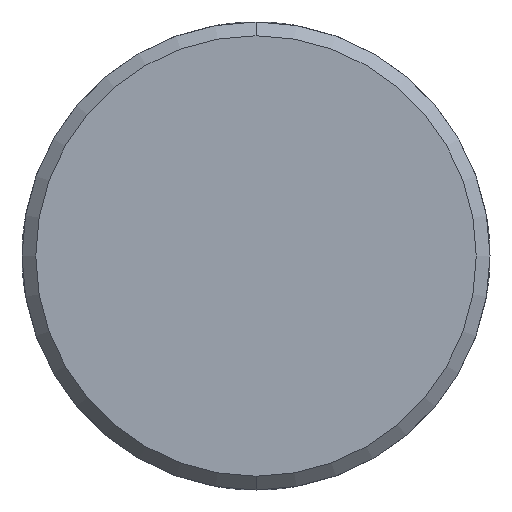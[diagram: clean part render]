
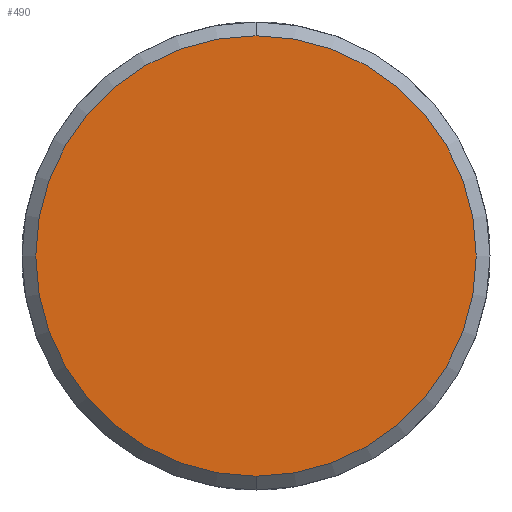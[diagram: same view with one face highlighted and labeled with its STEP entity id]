
A CAD part, front view. The second image highlights one B-rep face of the part: STEP entity #490.
In plain terms, the highlighted planar face has unit normal (0, -1, 0).
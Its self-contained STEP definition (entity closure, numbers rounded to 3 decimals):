
#194 = FACE_OUTER_BOUND ( 'NONE', #1273, .T. ) ;
#391 = CIRCLE ( 'NONE', #598, 8. ) ;
#490 = ADVANCED_FACE ( 'NONE', ( #194 ), #1725, .F. ) ;
#505 = DIRECTION ( 'NONE',  ( 0., -1., 0. ) ) ;
#598 = AXIS2_PLACEMENT_3D ( 'NONE', #1790, #505, #1473 ) ;
#694 = VERTEX_POINT ( 'NONE', #1512 ) ;
#755 = DIRECTION ( 'NONE',  ( 0., 1., 0. ) ) ;
#821 = AXIS2_PLACEMENT_3D ( 'NONE', #1453, #1073, #1483 ) ;
#859 = EDGE_CURVE ( 'NONE', #1074, #694, #1795, .T. ) ;
#892 = EDGE_CURVE ( 'NONE', #694, #1074, #391, .T. ) ;
#972 = ORIENTED_EDGE ( 'NONE', *, *, #892, .T. ) ;
#1007 = DIRECTION ( 'NONE',  ( 0., 0., 1. ) ) ;
#1073 = DIRECTION ( 'NONE',  ( 0., -1., 0. ) ) ;
#1074 = VERTEX_POINT ( 'NONE', #1388 ) ;
#1134 = CARTESIAN_POINT ( 'NONE',  ( 0., 0., 0. ) ) ;
#1261 = AXIS2_PLACEMENT_3D ( 'NONE', #1134, #755, #1007 ) ;
#1273 = EDGE_LOOP ( 'NONE', ( #972, #1389 ) ) ;
#1388 = CARTESIAN_POINT ( 'NONE',  ( 0., 0., -8. ) ) ;
#1389 = ORIENTED_EDGE ( 'NONE', *, *, #859, .T. ) ;
#1453 = CARTESIAN_POINT ( 'NONE',  ( 0., 0., 0. ) ) ;
#1473 = DIRECTION ( 'NONE',  ( 0., 0., 1. ) ) ;
#1483 = DIRECTION ( 'NONE',  ( 0., 0., 1. ) ) ;
#1512 = CARTESIAN_POINT ( 'NONE',  ( 0., 0., 8. ) ) ;
#1725 = PLANE ( 'NONE',  #1261 ) ;
#1790 = CARTESIAN_POINT ( 'NONE',  ( 0., 0., 0. ) ) ;
#1795 = CIRCLE ( 'NONE', #821, 8. ) ;
